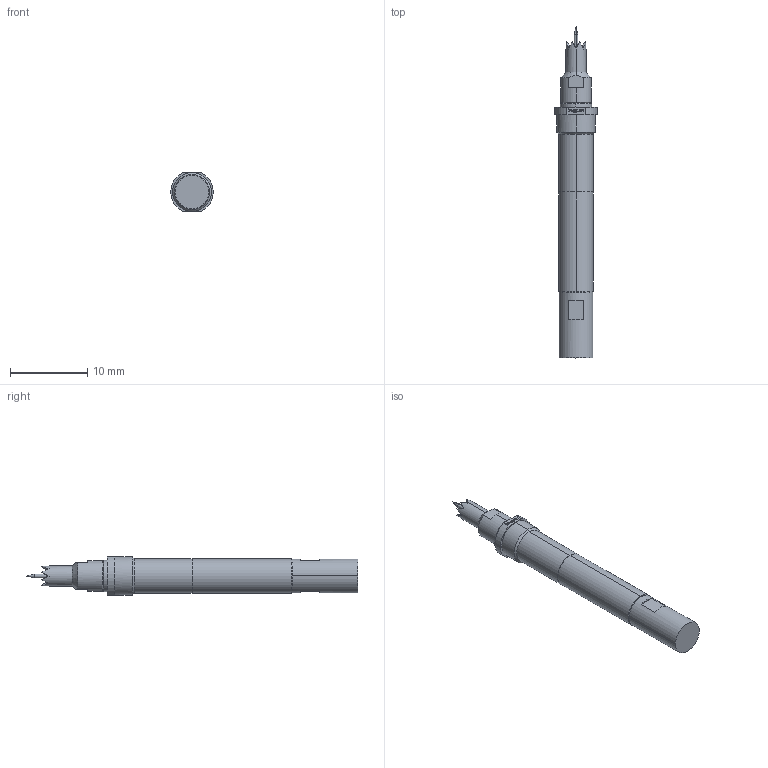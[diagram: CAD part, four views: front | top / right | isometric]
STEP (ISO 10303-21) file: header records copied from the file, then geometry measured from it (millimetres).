
FILE_DESCRIPTION (( 'STEP AP203' ), '1' );
FILE_NAME ('INGUN_HFS-8x0_201_051_A_xx06_M.STEP', '2021-10-19T09:15:40', ( 'ochi' ), ( '' ), 'SwSTEP 2.0', 'SolidWorks 2018', '' );
FILE_SCHEMA (( 'CONFIG_CONTROL_DESIGN' ));
Length unit declared in the file: millimetre
Products named in the file (1): INGUN_HFS-8x0_201_051_A_xx06_M
Bounding box: 5.48 x 43 x 5 mm (x, y, z)
Volume: 591.9 mm3; surface area: 599.6 mm2
Topology: 1 solids, 1 shells, 135 faces, 326 edges, 205 vertices
Faces by surface type: plane 76, cylinder 23, bspline 22, cone 14
Entity records: 4336 total; most frequent: CARTESIAN_POINT 1393, ORIENTED_EDGE 648, DIRECTION 500, EDGE_CURVE 324, VERTEX_POINT 205, AXIS2_PLACEMENT_3D 175, VECTOR 150, LINE 150
